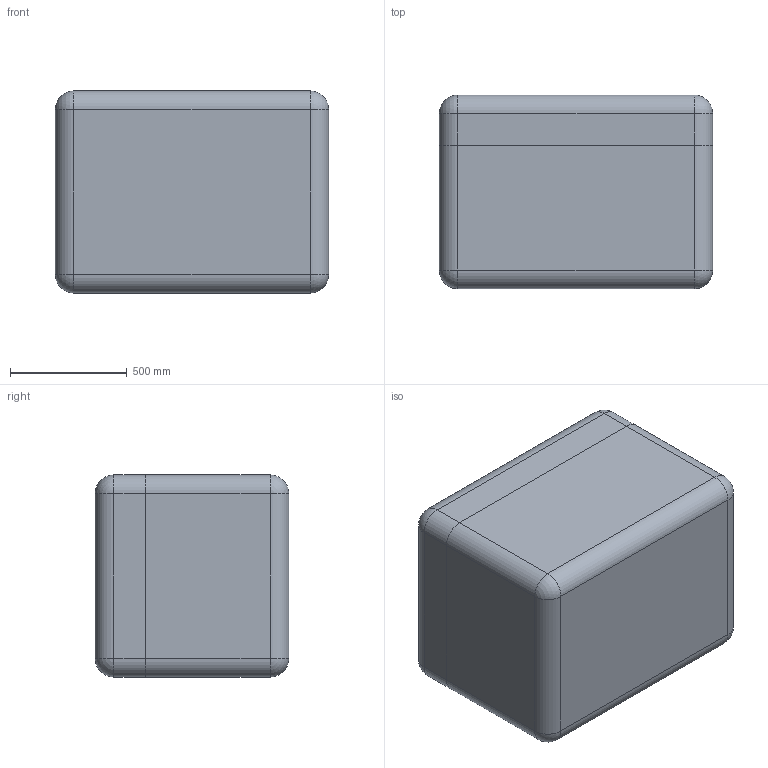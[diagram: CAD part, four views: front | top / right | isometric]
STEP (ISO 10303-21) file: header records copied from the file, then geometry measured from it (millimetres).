
FILE_DESCRIPTION (( 'STEP AP214' ), '1' );
FILE_NAME ('Òðàíñïîðòíûé êîíòåéíåð ÀÄÌÈÐÀË®ÏÐÎÔÅÑÑÈÎÍÀËÜÍÛÅ 222_óïðîùåííàÿ 3D-ìîäåëü.STEP', '2025-09-15T07:59:16', ( '' ), ( '' ), 'SwSTEP 2.0', 'SolidWorks 2021', '' );
FILE_SCHEMA (( 'AUTOMOTIVE_DESIGN' ));
Length unit declared in the file: millimetre
Products named in the file (3): Êðûøêà 222(óïð); Êîðïóñ 222(óïð); Òðàíñïîðòíûé êîíòåéíåð ÀÄÌÈÐÀË®ÏÐÎÔÅÑÑÈÎÍÀËÜÍÛÅ 222_óïðîùåííàÿ 3D-ìîäåëü
Assembly tree (2 placements, depth 2):
  Òðàíñïîðòíûé êîíòåéíåð ÀÄÌÈÐÀË®ÏÐÎÔÅÑÑÈÎÍÀËÜÍÛÅ 222_óïðîùåííàÿ 3D-ìîäåëü
    Êîðïóñ 222(óïð)
    Êðûøêà 222(óïð)
Bounding box: 1172.66 x 830.45 x 866.42 mm (x, y, z)
Volume: 299004404.9 mm3; surface area: 10906969.9 mm2
Topology: 2 solids, 2 shells, 1715 faces, 4246 edges, 2444 vertices
Faces by surface type: cylinder 692, plane 371, bspline 360, torus 224, sphere 48, cone 20
Entity records: 67206 total; most frequent: CARTESIAN_POINT 29254, ORIENTED_EDGE 8300, DIRECTION 7714, EDGE_CURVE 4150, AXIS2_PLACEMENT_3D 3036, VERTEX_POINT 2444, EDGE_LOOP 1736, FACE_OUTER_BOUND 1715
